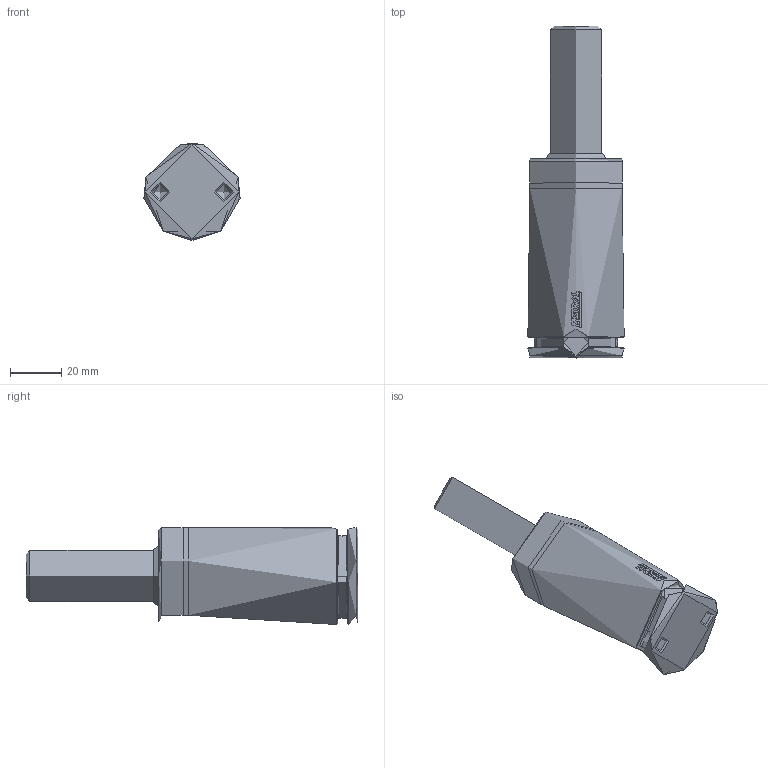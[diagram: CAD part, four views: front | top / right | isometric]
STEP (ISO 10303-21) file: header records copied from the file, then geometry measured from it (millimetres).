
FILE_DESCRIPTION (( 'STEP AP214' ), '1' );
FILE_NAME ('EX0500-050.step', '2019-03-12T07:58:40', ( '' ), ( '' ), 'SwSTEP 2.0', 'SolidWorks 2014', '' );
FILE_SCHEMA (( 'AUTOMOTIVE_DESIGN' ));
Length unit declared in the file: millimetre
Products named in the file (3): EX0500-050; EX-500 Piston_EX-500-050; EX0500 Body_EX-500-050
Assembly tree (2 placements, depth 2):
  EX0500-050
    EX0500 Body_EX-500-050
    EX-500 Piston_EX-500-050
Bounding box: 37.69 x 130 x 38.01 mm (x, y, z)
Volume: 65961 mm3; surface area: 25631.8 mm2
Topology: 7 solids, 7 shells, 119 faces, 277 edges, 180 vertices
Faces by surface type: bspline 42, plane 34, cylinder 26, cone 10, torus 7
Full cylindrical faces by diameter (mm): 5 x1, 6 x2, 10 x1, 20 x2, 28 x1, 28.1 x1, 29.9 x1, 30 x3, 38 x3
Entity records: 5752 total; most frequent: CARTESIAN_POINT 2559, ORIENTED_EDGE 490, DIRECTION 340, EDGE_CURVE 245, VERTEX_POINT 175, EDGE_LOOP 158, FACE_OUTER_BOUND 138, AXIS2_PLACEMENT_3D 127
